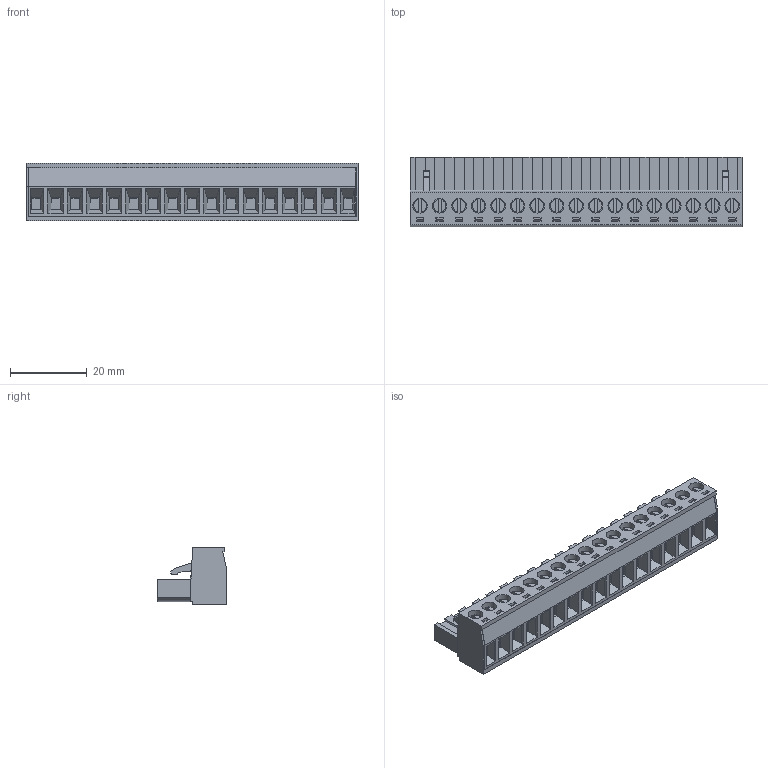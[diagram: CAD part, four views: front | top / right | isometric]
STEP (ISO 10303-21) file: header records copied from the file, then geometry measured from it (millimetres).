
FILE_DESCRIPTION(/* description */ ('Unknown'),/* implementation_level */ '2;1');
FILE_NAME(/* name */ '691351500017',/* time_stamp */ '2021-01-04T16:13:43+01:00',/* author */ ('Unknown'),/* organization */ ('Unknown'),/* preprocessor_version */ 'ST-DEVELOPER v16.7',/* originating_system */ 'DEX',/* authorisation */ $);
FILE_SCHEMA (('AUTOMOTIVE_DESIGN {1 0 10303 214 3 1 1}'));
Length unit declared in the file: millimetre
Products named in the file (6): 6913515000xx; 691351500017; 6913515000xx_CAGE; 6913515000xx_PIN; 6913515000xx_VIS; 691351500017_CAPOT
Assembly tree (53 placements, depth 2):
  6913515000xx
    691351500017
    6913515000xx_CAGE  x17
    6913515000xx_PIN  x17
    6913515000xx_VIS  x17
    691351500017_CAPOT
Bounding box: 86.46 x 18.2 x 15.1 mm (x, y, z)
Volume: 9711 mm3; surface area: 26194.3 mm2
Topology: 53 solids, 53 shells, 3926 faces, 10662 edges, 6960 vertices
Faces by surface type: plane 2896, cylinder 945, torus 51, cone 34
Full cylindrical faces by diameter (mm): 1.6 x17, 2.2 x17, 2.5 x17, 2.9 x17, 2.95 x17, 3 x17, 3.8 x34
Entity records: 60526 total; most frequent: CARTESIAN_POINT 10607, ORIENTED_EDGE 10314, DIRECTION 9630, EDGE_CURVE 5157, LINE 4684, VECTOR 4684, VERTEX_POINT 3402, AXIS2_PLACEMENT_3D 2473
